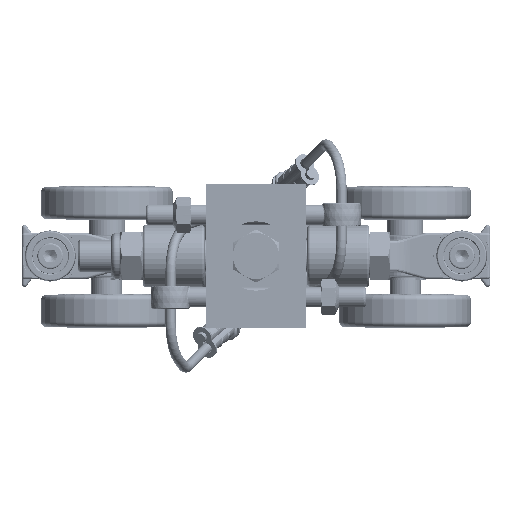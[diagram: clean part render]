
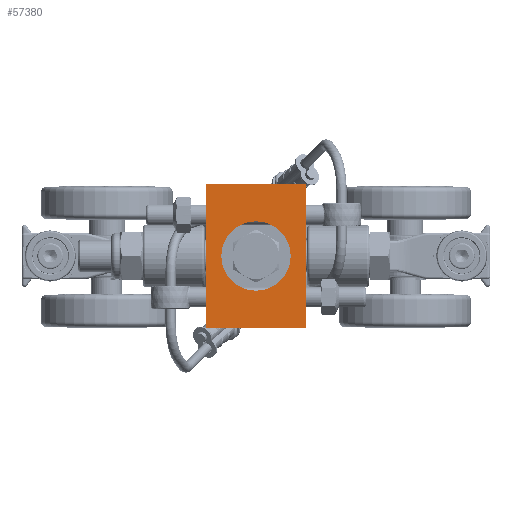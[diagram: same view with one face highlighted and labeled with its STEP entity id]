
A CAD part, front view. The second image highlights one B-rep face of the part: STEP entity #57380.
In plain terms, the highlighted planar face has unit normal (0, -1, 0).
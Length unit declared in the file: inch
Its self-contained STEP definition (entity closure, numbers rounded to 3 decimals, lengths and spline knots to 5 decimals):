
#57006=CARTESIAN_POINT('',(2.59375,0.0,0.0));
#57007=VERTEX_POINT('',#57006);
#57008=CARTESIAN_POINT('',(1.75,0.0,0.0));
#57009=DIRECTION('',(0.0,1.0,0.0));
#57010=DIRECTION('',(1.0,0.0,0.0));
#57011=AXIS2_PLACEMENT_3D('',#57008,#57009,#57010);
#57012=CIRCLE('',#57011,0.84375);
#57013=EDGE_CURVE('',#57007,#57007,#57012,.T.);
#57238=CARTESIAN_POINT('',(3.5,0.0,-1.21875));
#57239=VERTEX_POINT('',#57238);
#57248=CARTESIAN_POINT('',(0.0,0.0,-1.21875));
#57249=VERTEX_POINT('',#57248);
#57250=CARTESIAN_POINT('',(0.0,0.0,-1.21875));
#57251=DIRECTION('',(1.0,0.0,0.0));
#57252=VECTOR('',#57251,3.5);
#57253=LINE('',#57250,#57252);
#57254=EDGE_CURVE('',#57249,#57239,#57253,.T.);
#57284=CARTESIAN_POINT('',(0.0,0.0,1.21875));
#57285=VERTEX_POINT('',#57284);
#57301=CARTESIAN_POINT('',(0.0,0.0,1.21875));
#57302=DIRECTION('',(0.0,0.0,-1.0));
#57303=VECTOR('',#57302,2.4375);
#57304=LINE('',#57301,#57303);
#57305=EDGE_CURVE('',#57285,#57249,#57304,.T.);
#57342=CARTESIAN_POINT('',(3.5,0.0,1.21875));
#57343=VERTEX_POINT('',#57342);
#57350=CARTESIAN_POINT('',(3.5,0.0,-1.21875));
#57351=DIRECTION('',(0.0,0.0,1.0));
#57352=VECTOR('',#57351,2.4375);
#57353=LINE('',#57350,#57352);
#57354=EDGE_CURVE('',#57239,#57343,#57353,.T.);
#57361=CARTESIAN_POINT('',(3.5,0.0,0.0));
#57362=DIRECTION('',(0.0,-1.0,0.0));
#57363=DIRECTION('',(0.0,0.0,-1.0));
#57364=AXIS2_PLACEMENT_3D('',#57361,#57362,#57363);
#57365=PLANE('',#57364);
#57366=CARTESIAN_POINT('',(3.5,0.0,1.21875));
#57367=DIRECTION('',(-1.0,0.0,0.0));
#57368=VECTOR('',#57367,3.5);
#57369=LINE('',#57366,#57368);
#57370=EDGE_CURVE('',#57343,#57285,#57369,.T.);
#57371=ORIENTED_EDGE('',*,*,#57370,.T.);
#57372=ORIENTED_EDGE('',*,*,#57305,.T.);
#57373=ORIENTED_EDGE('',*,*,#57254,.T.);
#57374=ORIENTED_EDGE('',*,*,#57354,.T.);
#57375=EDGE_LOOP('',(#57371,#57372,#57373,#57374));
#57376=FACE_OUTER_BOUND('',#57375,.T.);
#57377=ORIENTED_EDGE('',*,*,#57013,.T.);
#57378=EDGE_LOOP('',(#57377));
#57379=FACE_BOUND('',#57378,.T.);
#57380=ADVANCED_FACE('',(#57376,#57379),#57365,.T.);
